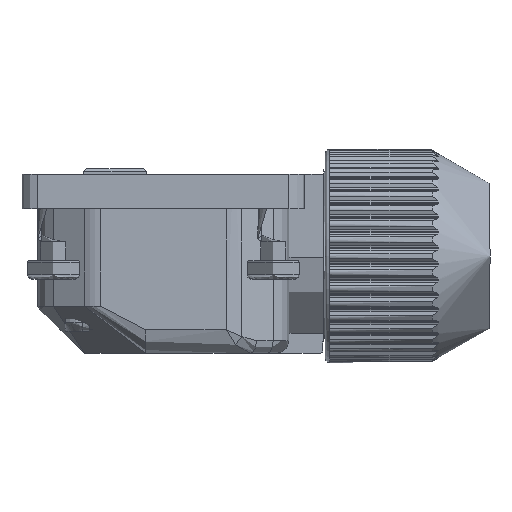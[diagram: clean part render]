
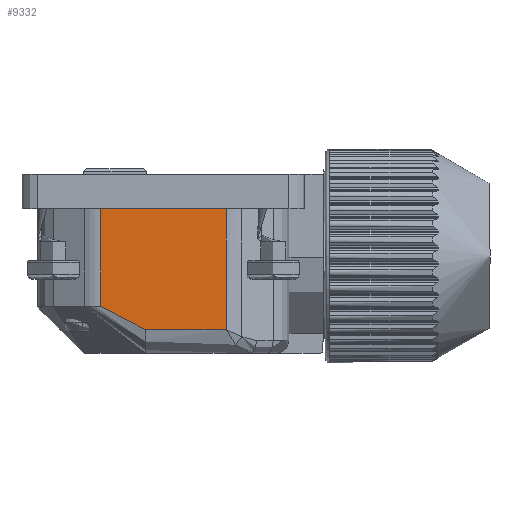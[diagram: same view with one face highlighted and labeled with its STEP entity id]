
A CAD part, left-side view. The second image highlights one B-rep face of the part: STEP entity #9332.
In plain terms, the highlighted planar face has unit normal (-1, 0, 0).
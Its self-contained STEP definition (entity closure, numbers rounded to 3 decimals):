
#6569=CARTESIAN_POINT('',(-8.95,3.751,3.7));
#6570=VERTEX_POINT('',#6569);
#6578=CARTESIAN_POINT('',(-8.95,-4.251,3.7));
#6579=VERTEX_POINT('',#6578);
#6580=CARTESIAN_POINT('',(-8.95,3.751,3.7));
#6581=DIRECTION('',(0.,-1.,0.));
#6582=VECTOR('',#6581,8.001);
#6583=LINE('',#6580,#6582);
#6584=EDGE_CURVE('',#6570,#6579,#6583,.T.);
#7440=CARTESIAN_POINT('',(-8.95,-4.251,-4.));
#7441=VERTEX_POINT('',#7440);
#7442=CARTESIAN_POINT('',(-8.95,0.885,-4.));
#7443=VERTEX_POINT('',#7442);
#7444=CARTESIAN_POINT('',(-8.95,-4.251,-4.));
#7445=DIRECTION('',(0.,1.,0.));
#7446=VECTOR('',#7445,5.135);
#7447=LINE('',#7444,#7446);
#7448=EDGE_CURVE('',#7441,#7443,#7447,.T.);
#9236=CARTESIAN_POINT('',(-8.95,3.751,-2.5));
#9237=VERTEX_POINT('',#9236);
#9245=CARTESIAN_POINT('',(-8.95,3.751,-2.5));
#9246=DIRECTION('',(0.,0.,1.));
#9247=VECTOR('',#9246,6.2);
#9248=LINE('',#9245,#9247);
#9249=EDGE_CURVE('',#9237,#6570,#9248,.T.);
#9255=CARTESIAN_POINT('',(-8.95,2.431,-10.392));
#9256=DIRECTION('',(0.,-1.,0.));
#9257=DIRECTION('',(-1.,0.,0.));
#9258=AXIS2_PLACEMENT_3D('',#9255,#9257,#9256);
#9259=PLANE('',#9258);
#9260=ORIENTED_EDGE('',*,*,#7448,.F.);
#9261=CARTESIAN_POINT('',(-8.95,-4.251,-4.));
#9262=DIRECTION('',(0.,0.,1.));
#9263=VECTOR('',#9262,7.7);
#9264=LINE('',#9261,#9263);
#9265=EDGE_CURVE('',#7441,#6579,#9264,.T.);
#9266=ORIENTED_EDGE('',*,*,#9265,.T.);
#9267=ORIENTED_EDGE('',*,*,#6584,.F.);
#9268=ORIENTED_EDGE('',*,*,#9249,.F.);
#9269=CARTESIAN_POINT('',(-8.95,3.751,-2.5));
#9270=CARTESIAN_POINT('',(-8.95,3.751,-2.502));
#9271=CARTESIAN_POINT('',(-8.95,3.75,-2.509));
#9272=CARTESIAN_POINT('',(-8.95,3.749,-2.521));
#9273=CARTESIAN_POINT('',(-8.95,3.745,-2.538));
#9274=CARTESIAN_POINT('',(-8.95,3.738,-2.556));
#9275=CARTESIAN_POINT('',(-8.95,3.729,-2.574));
#9276=CARTESIAN_POINT('',(-8.95,3.717,-2.595));
#9277=CARTESIAN_POINT('',(-8.95,3.701,-2.619));
#9278=CARTESIAN_POINT('',(-8.95,3.681,-2.645));
#9279=CARTESIAN_POINT('',(-8.95,3.658,-2.671));
#9280=CARTESIAN_POINT('',(-8.95,3.634,-2.697));
#9281=CARTESIAN_POINT('',(-8.95,3.606,-2.724));
#9282=CARTESIAN_POINT('',(-8.95,3.574,-2.754));
#9283=CARTESIAN_POINT('',(-8.95,3.538,-2.786));
#9284=CARTESIAN_POINT('',(-8.95,3.501,-2.817));
#9285=CARTESIAN_POINT('',(-8.95,3.46,-2.85));
#9286=CARTESIAN_POINT('',(-8.95,3.412,-2.886));
#9287=CARTESIAN_POINT('',(-8.95,3.355,-2.928));
#9288=CARTESIAN_POINT('',(-8.95,3.292,-2.973));
#9289=CARTESIAN_POINT('',(-8.95,3.225,-3.018));
#9290=CARTESIAN_POINT('',(-8.95,3.156,-3.063));
#9291=CARTESIAN_POINT('',(-8.95,3.083,-3.109));
#9292=CARTESIAN_POINT('',(-8.95,3.005,-3.156));
#9293=CARTESIAN_POINT('',(-8.95,2.924,-3.204));
#9294=CARTESIAN_POINT('',(-8.95,2.858,-3.243));
#9295=CARTESIAN_POINT('',(-8.95,2.802,-3.274));
#9296=CARTESIAN_POINT('',(-8.95,2.747,-3.304));
#9297=CARTESIAN_POINT('',(-8.95,2.678,-3.342));
#9298=CARTESIAN_POINT('',(-8.95,2.603,-3.382));
#9299=CARTESIAN_POINT('',(-8.95,2.529,-3.42));
#9300=CARTESIAN_POINT('',(-8.95,2.457,-3.457));
#9301=CARTESIAN_POINT('',(-8.95,2.382,-3.494));
#9302=CARTESIAN_POINT('',(-8.95,2.302,-3.534));
#9303=CARTESIAN_POINT('',(-8.95,2.213,-3.575));
#9304=CARTESIAN_POINT('',(-8.95,2.134,-3.612));
#9305=CARTESIAN_POINT('',(-8.95,2.07,-3.641));
#9306=CARTESIAN_POINT('',(-8.95,2.005,-3.669));
#9307=CARTESIAN_POINT('',(-8.95,1.928,-3.703));
#9308=CARTESIAN_POINT('',(-8.95,1.837,-3.74));
#9309=CARTESIAN_POINT('',(-8.95,1.753,-3.774));
#9310=CARTESIAN_POINT('',(-8.95,1.673,-3.804));
#9311=CARTESIAN_POINT('',(-8.95,1.608,-3.828));
#9312=CARTESIAN_POINT('',(-8.95,1.556,-3.847));
#9313=CARTESIAN_POINT('',(-8.95,1.506,-3.864));
#9314=CARTESIAN_POINT('',(-8.95,1.448,-3.883));
#9315=CARTESIAN_POINT('',(-8.95,1.384,-3.903));
#9316=CARTESIAN_POINT('',(-8.95,1.325,-3.921));
#9317=CARTESIAN_POINT('',(-8.95,1.269,-3.937));
#9318=CARTESIAN_POINT('',(-8.95,1.212,-3.952));
#9319=CARTESIAN_POINT('',(-8.95,1.156,-3.965));
#9320=CARTESIAN_POINT('',(-8.95,1.101,-3.976));
#9321=CARTESIAN_POINT('',(-8.95,1.047,-3.986));
#9322=CARTESIAN_POINT('',(-8.95,0.993,-3.993));
#9323=CARTESIAN_POINT('',(-8.95,0.945,-3.998));
#9324=CARTESIAN_POINT('',(-8.95,0.909,-4.));
#9325=CARTESIAN_POINT('',(-8.95,0.891,-4.));
#9326=CARTESIAN_POINT('',(-8.95,0.885,-4.));
#9327=B_SPLINE_CURVE_WITH_KNOTS('',3,(#9269,#9270,#9271,#9272,#9273,#9274,#9275,#9276,#9277,#9278,#9279,#9280,#9281,#9282,#9283,#9284,#9285,#9286,#9287,#9288,#9289,#9290,#9291,#9292,#9293,#9294,#9295,#9296,#9297,#9298,#9299,#9300,#9301,#9302,#9303,#9304,#9305,#9306,#9307,#9308,#9309,#9310,#9311,#9312,#9313,#9314,#9315,#9316,#9317,#9318,#9319,#9320,#9321,#9322,#9323,#9324,#9325,#9326),.UNSPECIFIED.,.F.,.U.,(4,1,1,1,1,1,1,1,1,1,1,1,1,1,1,1,1,1,1,1,1,1,1,1,1,1,1,1,1,1,1,1,1,1,1,1,1,1,1,1,1,1,1,1,1,1,1,1,1,1,1,1,1,1,1,4),(0.,0.002,0.006,0.012,0.017,0.023,0.03,0.039,0.049,0.06,0.07,0.082,0.095,0.11,0.125,0.14,0.158,0.179,0.203,0.228,0.252,0.278,0.306,0.335,0.364,0.375,0.393,0.42,0.446,0.47,0.495,0.519,0.546,0.576,0.608,0.625,0.64,0.672,0.701,0.729,0.754,0.779,0.792,0.804,0.826,0.847,0.864,0.882,0.9,0.917,0.934,0.951,0.967,0.984,0.995,1.),.UNSPECIFIED.);
#9328=EDGE_CURVE('',#9237,#7443,#9327,.T.);
#9329=ORIENTED_EDGE('',*,*,#9328,.T.);
#9330=EDGE_LOOP('',(#9260,#9266,#9267,#9268,#9329));
#9331=FACE_OUTER_BOUND('',#9330,.T.);
#9332=ADVANCED_FACE('',(#9331),#9259,.T.);
